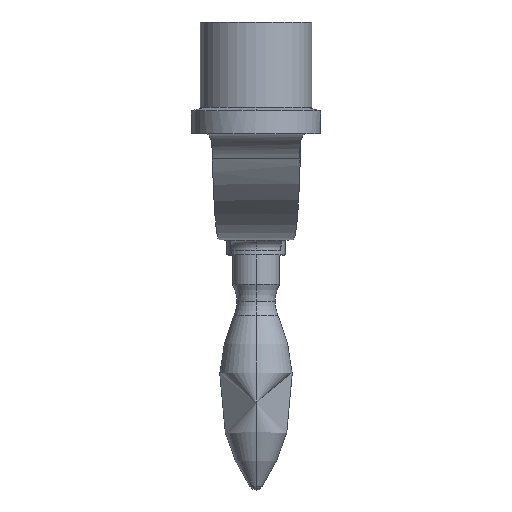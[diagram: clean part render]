
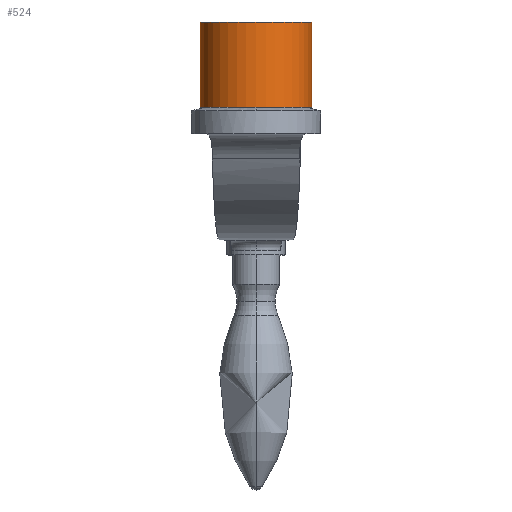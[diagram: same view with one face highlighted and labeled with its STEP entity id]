
A CAD part, top view. The second image highlights one B-rep face of the part: STEP entity #524.
In plain terms, the highlighted cylindrical face has radius 19 mm (diameter 38 mm), a partial arc.
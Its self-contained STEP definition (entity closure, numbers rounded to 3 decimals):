
#310=EDGE_CURVE('',#366,#320,#744,.T.);
#320=VERTEX_POINT('',#754);
#362=EDGE_CURVE('',#320,#378,#805,.T.);
#366=VERTEX_POINT('',#809);
#378=VERTEX_POINT('',#822);
#524=ADVANCED_FACE('',(#990),#991,.T.);
#562=VERTEX_POINT('',#1030);
#568=EDGE_CURVE('',#378,#562,#1036,.T.);
#624=EDGE_CURVE('',#366,#562,#1097,.T.);
#744=LINE('',#1280,#1281);
#754=CARTESIAN_POINT('',(-19.0,0.,0.));
#805=CIRCLE('',#1361,19.0);
#809=CARTESIAN_POINT('',(-19.0,-29.0,0.0));
#822=CARTESIAN_POINT('',(19.0,0.,0.0));
#990=FACE_OUTER_BOUND('',#1680,.T.);
#991=CYLINDRICAL_SURFACE('',#1681,19.0);
#1030=CARTESIAN_POINT('',(19.0,-29.0,0.));
#1036=LINE('',#1748,#1749);
#1097=CIRCLE('',#1843,19.0);
#1280=CARTESIAN_POINT('',(-19.0,0.,0.));
#1281=VECTOR('',#1970,1.0);
#1361=AXIS2_PLACEMENT_3D('',#2048,#2049,#2050);
#1680=EDGE_LOOP('',(#2305,#2306,#2307,#2308));
#1681=AXIS2_PLACEMENT_3D('',#2309,#2310,#2311);
#1748=CARTESIAN_POINT('',(19.0,0.,0.));
#1749=VECTOR('',#2335,1.0);
#1843=AXIS2_PLACEMENT_3D('',#2408,#2409,#2410);
#1970=DIRECTION('',(-0.0,1.0,0.));
#2048=CARTESIAN_POINT('',(0.0,0.,0.));
#2049=DIRECTION('',(0.0,1.0,0.));
#2050=DIRECTION('',(1.0,0.0,0.0));
#2305=ORIENTED_EDGE('',*,*,#568,.F.);
#2306=ORIENTED_EDGE('',*,*,#362,.F.);
#2307=ORIENTED_EDGE('',*,*,#310,.F.);
#2308=ORIENTED_EDGE('',*,*,#624,.T.);
#2309=CARTESIAN_POINT('',(0.0,0.,0.0));
#2310=DIRECTION('',(-0.0,1.0,0.));
#2311=DIRECTION('',(1.0,0.0,0.0));
#2335=DIRECTION('',(0.0,-1.0,0.));
#2408=CARTESIAN_POINT('',(0.0,-29.0,0.));
#2409=DIRECTION('',(0.0,1.0,0.));
#2410=DIRECTION('',(1.0,0.0,0.0));
